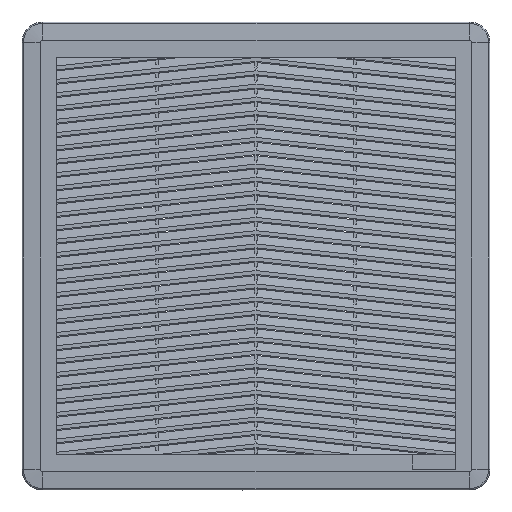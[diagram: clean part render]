
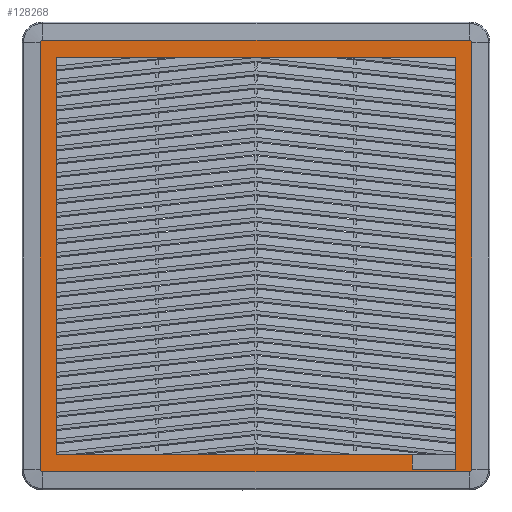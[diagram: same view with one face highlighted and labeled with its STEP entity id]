
A CAD part, front view. The second image highlights one B-rep face of the part: STEP entity #128268.
In plain terms, the highlighted planar face has unit normal (0, -1, 0).
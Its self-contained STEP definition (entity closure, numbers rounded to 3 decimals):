
#105501=CARTESIAN_POINT('',(148.,-34.,
-148.));
#105502=DIRECTION('',(0.,1.,0.));
#105503=DIRECTION('',(1.,0.,0.));
#105504=AXIS2_PLACEMENT_3D('',#105501,#105502,#105503);
#105509=DIRECTION('',(-1.,0.,0.));
#105510=VECTOR('',#105509,296.);
#105511=CARTESIAN_POINT('',(148.,-34.,
-149.794));
#105512=LINE('',#105511,#105510);
#105516=CARTESIAN_POINT('',(-148.,-34.,
-148.));
#105517=DIRECTION('',(0.,1.,0.));
#105518=DIRECTION('',(0.,0.,-1.));
#105519=AXIS2_PLACEMENT_3D('',#105516,#105517,#105518);
#105524=DIRECTION('',(0.,0.,1.));
#105525=VECTOR('',#105524,296.);
#105526=CARTESIAN_POINT('',(-149.794,-34.,
-148.));
#105527=LINE('',#105526,#105525);
#105531=CARTESIAN_POINT('',(-148.,-34.,
148.));
#105532=DIRECTION('',(0.,1.,0.));
#105533=DIRECTION('',(-1.,0.,0.));
#105534=AXIS2_PLACEMENT_3D('',#105531,#105532,#105533);
#105539=DIRECTION('',(1.,0.,0.));
#105540=VECTOR('',#105539,296.);
#105541=CARTESIAN_POINT('',(-148.,-34.,
149.793));
#105542=LINE('',#105541,#105540);
#105546=CARTESIAN_POINT('',(148.,-34.,
148.));
#105547=DIRECTION('',(0.,1.,0.));
#105548=DIRECTION('',(0.,0.,1.));
#105549=AXIS2_PLACEMENT_3D('',#105546,#105547,#105548);
#105568=DIRECTION('',(0.,0.,1.));
#105569=VECTOR('',#105568,296.);
#105570=CARTESIAN_POINT('',(149.794,-34.,
-148.));
#105571=LINE('',#105570,#105569);
#106840=DIRECTION('',(0.,0.,1.));
#106841=VECTOR('',#106840,276.);
#106842=CARTESIAN_POINT('',(-138.5,-34.,
-138.));
#106843=LINE('',#106842,#106841);
#111584=DIRECTION('',(-1.,0.,0.));
#111585=VECTOR('',#111584,247.);
#111586=CARTESIAN_POINT('',(108.5,-34.,
-138.));
#111587=LINE('',#111586,#111585);
#112287=DIRECTION('',(0.,0.,-1.));
#112288=VECTOR('',#112287,286.);
#112289=CARTESIAN_POINT('',(138.5,-34.,
138.));
#112290=LINE('',#112289,#112288);
#113356=DIRECTION('',(1.,0.,0.));
#113357=VECTOR('',#113356,277.);
#113358=CARTESIAN_POINT('',(-138.5,-34.,
138.));
#113359=LINE('',#113358,#113357);
#123933=DIRECTION('',(-1.,0.,0.));
#123934=VECTOR('',#123933,30.);
#123935=CARTESIAN_POINT('',(138.5,-34.,
-148.));
#123936=LINE('',#123935,#123934);
#123975=DIRECTION('',(0.,0.,1.));
#123976=VECTOR('',#123975,10.);
#123977=CARTESIAN_POINT('',(108.5,-34.,
-148.));
#123978=LINE('',#123977,#123976);
#124722=CARTESIAN_POINT('',(-148.,-34.,
-149.794));
#124723=CARTESIAN_POINT('',(-149.794,-34.,
-148.));
#124724=VERTEX_POINT('',#124722);
#124725=VERTEX_POINT('',#124723);
#124730=CARTESIAN_POINT('',(149.794,-34.,
-148.));
#124731=CARTESIAN_POINT('',(148.,-34.,
-149.794));
#124732=VERTEX_POINT('',#124730);
#124733=VERTEX_POINT('',#124731);
#124734=CARTESIAN_POINT('',(-149.794,-34.,
148.));
#124735=VERTEX_POINT('',#124734);
#124736=CARTESIAN_POINT('',(-148.,-34.,
149.793));
#124737=VERTEX_POINT('',#124736);
#124738=CARTESIAN_POINT('',(148.,-34.,
149.793));
#124739=VERTEX_POINT('',#124738);
#124740=CARTESIAN_POINT('',(149.794,-34.,
148.));
#124741=VERTEX_POINT('',#124740);
#124742=CARTESIAN_POINT('',(108.5,-34.,
-148.));
#124743=CARTESIAN_POINT('',(108.5,-34.,
-138.));
#124744=VERTEX_POINT('',#124742);
#124745=VERTEX_POINT('',#124743);
#124746=CARTESIAN_POINT('',(138.5,-34.,
-148.));
#124747=VERTEX_POINT('',#124746);
#124748=CARTESIAN_POINT('',(138.5,-34.,
138.));
#124749=VERTEX_POINT('',#124748);
#124750=CARTESIAN_POINT('',(-138.5,-34.,
138.));
#124751=VERTEX_POINT('',#124750);
#124752=CARTESIAN_POINT('',(-138.5,-34.,
-138.));
#124753=VERTEX_POINT('',#124752);
#128232=CARTESIAN_POINT('',(-149.794,-34.,
-149.794));
#128233=DIRECTION('',(0.,-1.,0.));
#128234=DIRECTION('',(1.,0.,0.));
#128235=AXIS2_PLACEMENT_3D('',#128232,#128233,#128234);
#128236=PLANE('',#128235);
#128238=ORIENTED_EDGE('',*,*,#128237,.T.);
#128240=ORIENTED_EDGE('',*,*,#128239,.T.);
#128241=ORIENTED_EDGE('',*,*,#128221,.T.);
#128243=ORIENTED_EDGE('',*,*,#128242,.T.);
#128245=ORIENTED_EDGE('',*,*,#128244,.T.);
#128247=ORIENTED_EDGE('',*,*,#128246,.T.);
#128249=ORIENTED_EDGE('',*,*,#128248,.T.);
#128251=ORIENTED_EDGE('',*,*,#128250,.F.);
#128252=EDGE_LOOP('',(#128238,#128240,#128241,#128243,#128245,#128247,#128249,
#128251));
#128253=FACE_OUTER_BOUND('',#128252,.F.);
#128255=ORIENTED_EDGE('',*,*,#128254,.F.);
#128257=ORIENTED_EDGE('',*,*,#128256,.F.);
#128259=ORIENTED_EDGE('',*,*,#128258,.F.);
#128261=ORIENTED_EDGE('',*,*,#128260,.F.);
#128263=ORIENTED_EDGE('',*,*,#128262,.F.);
#128265=ORIENTED_EDGE('',*,*,#128264,.F.);
#128266=EDGE_LOOP('',(#128255,#128257,#128259,#128261,#128263,#128265));
#128267=FACE_BOUND('',#128266,.F.);
#128268=ADVANCED_FACE('',(#128253,#128267),#128236,.T.);
#105505=CIRCLE('',#105504,1.794);
#105520=CIRCLE('',#105519,1.794);
#105535=CIRCLE('',#105534,1.794);
#105550=CIRCLE('',#105549,1.794);
#128221=EDGE_CURVE('',#124724,#124725,#105520,.T.);
#128237=EDGE_CURVE('',#124732,#124733,#105505,.T.);
#128239=EDGE_CURVE('',#124733,#124724,#105512,.T.);
#128242=EDGE_CURVE('',#124725,#124735,#105527,.T.);
#128244=EDGE_CURVE('',#124735,#124737,#105535,.T.);
#128246=EDGE_CURVE('',#124737,#124739,#105542,.T.);
#128248=EDGE_CURVE('',#124739,#124741,#105550,.T.);
#128250=EDGE_CURVE('',#124732,#124741,#105571,.T.);
#128254=EDGE_CURVE('',#124744,#124745,#123978,.T.);
#128256=EDGE_CURVE('',#124747,#124744,#123936,.T.);
#128258=EDGE_CURVE('',#124749,#124747,#112290,.T.);
#128260=EDGE_CURVE('',#124751,#124749,#113359,.T.);
#128262=EDGE_CURVE('',#124753,#124751,#106843,.T.);
#128264=EDGE_CURVE('',#124745,#124753,#111587,.T.);
